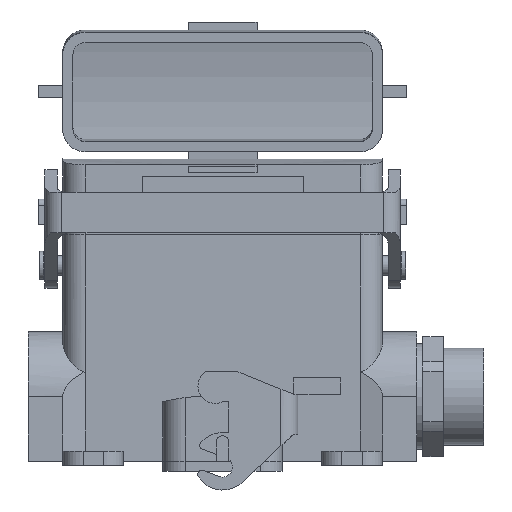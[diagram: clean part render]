
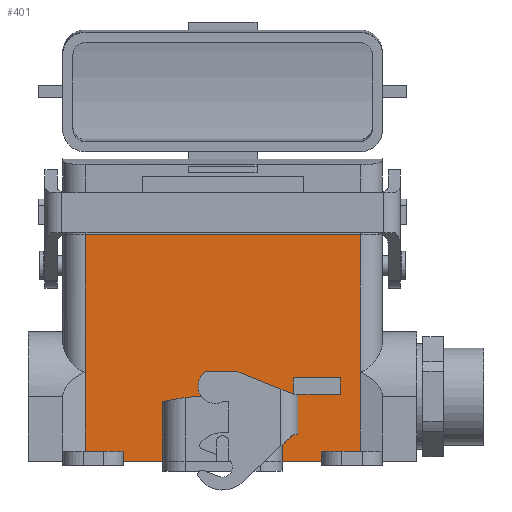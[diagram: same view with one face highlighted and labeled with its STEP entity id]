
A CAD part, front view. The second image highlights one B-rep face of the part: STEP entity #401.
In plain terms, the highlighted planar face has unit normal (0, -1, 0).
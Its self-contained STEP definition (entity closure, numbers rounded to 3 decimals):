
#401 = ADVANCED_FACE( '', ( #993 ), #994, .T. );
#993 = FACE_OUTER_BOUND( '', #1826, .T. );
#994 = PLANE( '', #1827 );
#1826 = EDGE_LOOP( '', ( #2927, #2928, #2929, #2930, #2931, #2932, #2933, #2934, #2935, #2936 ) );
#1827 = AXIS2_PLACEMENT_3D( '', #2937, #2938, #2939 );
#2927 = ORIENTED_EDGE( '', *, *, #5037, .T. );
#2928 = ORIENTED_EDGE( '', *, *, #5038, .F. );
#2929 = ORIENTED_EDGE( '', *, *, #5039, .T. );
#2930 = ORIENTED_EDGE( '', *, *, #5040, .F. );
#2931 = ORIENTED_EDGE( '', *, *, #5041, .F. );
#2932 = ORIENTED_EDGE( '', *, *, #5042, .T. );
#2933 = ORIENTED_EDGE( '', *, *, #5043, .F. );
#2934 = ORIENTED_EDGE( '', *, *, #5044, .F. );
#2935 = ORIENTED_EDGE( '', *, *, #5045, .F. );
#2936 = ORIENTED_EDGE( '', *, *, #5031, .T. );
#2937 = CARTESIAN_POINT( '', ( -34., -14.75, 56. ) );
#2938 = DIRECTION( '', ( 0., -1., 0. ) );
#2939 = DIRECTION( '', ( 0., 0., 1. ) );
#5031 = EDGE_CURVE( '', #6111, #6109, #6112, .T. );
#5037 = EDGE_CURVE( '', #6109, #6119, #6120, .T. );
#5038 = EDGE_CURVE( '', #6121, #6119, #6122, .T. );
#5039 = EDGE_CURVE( '', #6121, #6123, #6124, .T. );
#5040 = EDGE_CURVE( '', #6125, #6123, #6126, .T. );
#5041 = EDGE_CURVE( '', #6127, #6125, #6128, .T. );
#5042 = EDGE_CURVE( '', #6127, #6129, #6130, .T. );
#5043 = EDGE_CURVE( '', #6131, #6129, #6132, .T. );
#5044 = EDGE_CURVE( '', #6133, #6131, #6134, .T. );
#5045 = EDGE_CURVE( '', #6111, #6133, #6135, .T. );
#6109 = VERTEX_POINT( '', #7607 );
#6111 = VERTEX_POINT( '', #7630 );
#6112 = LINE( '', #7631, #7632 );
#6119 = VERTEX_POINT( '', #7640 );
#6120 = LINE( '', #7641, #7642 );
#6121 = VERTEX_POINT( '', #7643 );
#6122 = LINE( '', #7644, #7645 );
#6123 = VERTEX_POINT( '', #7646 );
#6124 = LINE( '', #7647, #7648 );
#6125 = VERTEX_POINT( '', #7649 );
#6126 = LINE( '', #7650, #7651 );
#6127 = VERTEX_POINT( '', #7652 );
#6128 = LINE( '', #7653, #7654 );
#6129 = VERTEX_POINT( '', #7655 );
#6130 = LINE( '', #7656, #7657 );
#6131 = VERTEX_POINT( '', #7658 );
#6132 = LINE( '', #7659, #7660 );
#6133 = VERTEX_POINT( '', #7661 );
#6134 = LINE( '', #7662, #7663 );
#6135 = LINE( '', #7664, #7665 );
#7607 = CARTESIAN_POINT( '', ( -34., -14.75, 22.2 ) );
#7630 = CARTESIAN_POINT( '', ( -34., -14.75, 56. ) );
#7631 = CARTESIAN_POINT( '', ( -34., -14.75, 56. ) );
#7632 = VECTOR( '', #9400, 1000. );
#7640 = CARTESIAN_POINT( '', ( -34., -14.75, 2.5 ) );
#7641 = CARTESIAN_POINT( '', ( -34., -14.75, 75.472 ) );
#7642 = VECTOR( '', #9408, 1000. );
#7643 = CARTESIAN_POINT( '', ( -24.5, -14.75, 2.5 ) );
#7644 = CARTESIAN_POINT( '', ( -34., -14.75, 2.5 ) );
#7645 = VECTOR( '', #9409, 1000. );
#7646 = CARTESIAN_POINT( '', ( -24.5, -14.75, 0. ) );
#7647 = CARTESIAN_POINT( '', ( -24.5, -14.75, 56. ) );
#7648 = VECTOR( '', #9410, 1000. );
#7649 = CARTESIAN_POINT( '', ( 24.5, -14.75, 0. ) );
#7650 = CARTESIAN_POINT( '', ( 0., -14.75, 0. ) );
#7651 = VECTOR( '', #9411, 1000. );
#7652 = CARTESIAN_POINT( '', ( 24.5, -14.75, 2.5 ) );
#7653 = CARTESIAN_POINT( '', ( 24.5, -14.75, 56. ) );
#7654 = VECTOR( '', #9412, 1000. );
#7655 = CARTESIAN_POINT( '', ( 34., -14.75, 2.5 ) );
#7656 = CARTESIAN_POINT( '', ( 34., -14.75, 2.5 ) );
#7657 = VECTOR( '', #9413, 1000. );
#7658 = CARTESIAN_POINT( '', ( 34., -14.75, 22.2 ) );
#7659 = CARTESIAN_POINT( '', ( 34., -14.75, 75.472 ) );
#7660 = VECTOR( '', #9414, 1000. );
#7661 = CARTESIAN_POINT( '', ( 34., -14.75, 56. ) );
#7662 = CARTESIAN_POINT( '', ( 34., -14.75, 56. ) );
#7663 = VECTOR( '', #9415, 1000. );
#7664 = CARTESIAN_POINT( '', ( -34., -14.75, 56. ) );
#7665 = VECTOR( '', #9416, 1000. );
#9400 = DIRECTION( '', ( 0., 0., -1. ) );
#9408 = DIRECTION( '', ( 0., 0., -1. ) );
#9409 = DIRECTION( '', ( -1., 0., 0. ) );
#9410 = DIRECTION( '', ( 0., 0., -1. ) );
#9411 = DIRECTION( '', ( -1., 0., 0. ) );
#9412 = DIRECTION( '', ( 0., 0., -1. ) );
#9413 = DIRECTION( '', ( 1., 0., 0. ) );
#9414 = DIRECTION( '', ( 0., 0., -1. ) );
#9415 = DIRECTION( '', ( 0., 0., -1. ) );
#9416 = DIRECTION( '', ( 1., 0., 0. ) );
